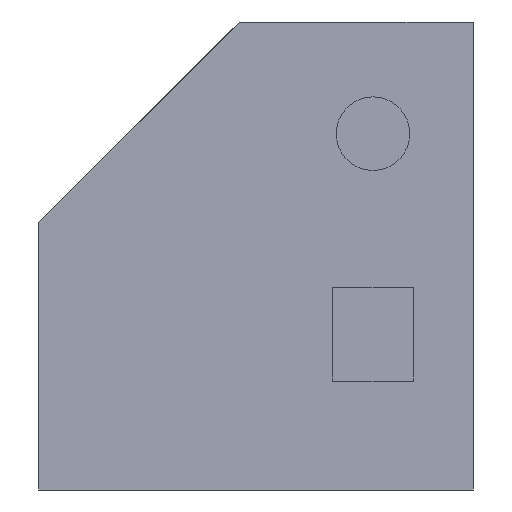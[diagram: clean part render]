
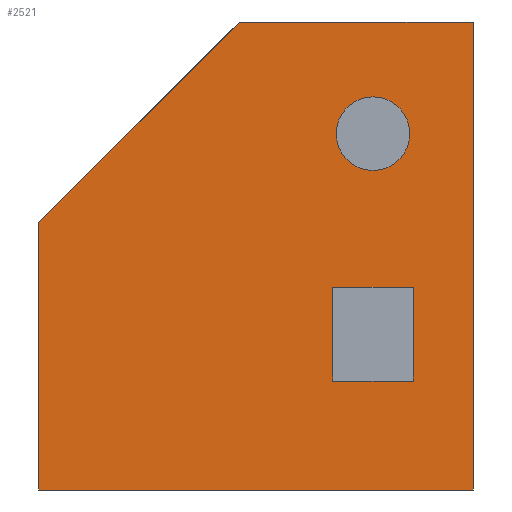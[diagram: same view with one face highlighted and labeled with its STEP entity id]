
A CAD part, left-side view. The second image highlights one B-rep face of the part: STEP entity #2521.
In plain terms, the highlighted planar face has unit normal (-1, 0, 0).
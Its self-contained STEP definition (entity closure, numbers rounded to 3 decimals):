
#2 = EDGE_LOOP ( 'NONE', ( #3093, #177, #1995, #1824 ) ) ;
#43 = CARTESIAN_POINT ( 'NONE',  ( 0., 9., -53.7 ) ) ;
#65 = DIRECTION ( 'NONE',  ( 0., 0., 1. ) ) ;
#108 = LINE ( 'NONE', #2808, #3686 ) ;
#128 = CARTESIAN_POINT ( 'NONE',  ( 0., 21., -39.7 ) ) ;
#177 = ORIENTED_EDGE ( 'NONE', *, *, #2818, .F. ) ;
#234 = ORIENTED_EDGE ( 'NONE', *, *, #3295, .T. ) ;
#265 = EDGE_LOOP ( 'NONE', ( #3154, #3428, #2556, #863, #234 ) ) ;
#266 = CARTESIAN_POINT ( 'NONE',  ( 0., 21., -39.7 ) ) ;
#293 = VERTEX_POINT ( 'NONE', #2877 ) ;
#416 = DIRECTION ( 'NONE',  ( 0., 0., 1. ) ) ;
#497 = VECTOR ( 'NONE', #3596, 1000. ) ;
#544 = EDGE_CURVE ( 'NONE', #2644, #2195, #1490, .T. ) ;
#580 = ORIENTED_EDGE ( 'NONE', *, *, #1182, .F. ) ;
#588 = CARTESIAN_POINT ( 'NONE',  ( 0., 9., -53.7 ) ) ;
#598 = CARTESIAN_POINT ( 'NONE',  ( 0., 0., 0. ) ) ;
#607 = CARTESIAN_POINT ( 'NONE',  ( 0., 15., -22.2 ) ) ;
#706 = CARTESIAN_POINT ( 'NONE',  ( 0., 35., 0. ) ) ;
#753 = CIRCLE ( 'NONE', #1103, 5.5 ) ;
#863 = ORIENTED_EDGE ( 'NONE', *, *, #2439, .T. ) ;
#950 = VECTOR ( 'NONE', #1269, 1000. ) ;
#993 = VECTOR ( 'NONE', #3306, 1000. ) ;
#1010 = VERTEX_POINT ( 'NONE', #266 ) ;
#1045 = LINE ( 'NONE', #706, #3950 ) ;
#1049 = CARTESIAN_POINT ( 'NONE',  ( 0., 65., -30. ) ) ;
#1103 = AXIS2_PLACEMENT_3D ( 'NONE', #2996, #2103, #3685 ) ;
#1104 = VERTEX_POINT ( 'NONE', #1595 ) ;
#1115 = VERTEX_POINT ( 'NONE', #3213 ) ;
#1148 = EDGE_CURVE ( 'NONE', #1115, #1171, #2886, .T. ) ;
#1164 = VECTOR ( 'NONE', #4008, 1000. ) ;
#1171 = VERTEX_POINT ( 'NONE', #1662 ) ;
#1182 = EDGE_CURVE ( 'NONE', #1956, #1668, #1868, .T. ) ;
#1221 = CARTESIAN_POINT ( 'NONE',  ( 0., 65., -70. ) ) ;
#1225 = ORIENTED_EDGE ( 'NONE', *, *, #1980, .F. ) ;
#1240 = FACE_OUTER_BOUND ( 'NONE', #265, .T. ) ;
#1269 = DIRECTION ( 'NONE',  ( 0., -1., 0. ) ) ;
#1281 = CARTESIAN_POINT ( 'NONE',  ( 0., 65., -70. ) ) ;
#1490 = LINE ( 'NONE', #2690, #2377 ) ;
#1533 = FACE_BOUND ( 'NONE', #2349, .T. ) ;
#1595 = CARTESIAN_POINT ( 'NONE',  ( 0., 0., -70. ) ) ;
#1656 = CARTESIAN_POINT ( 'NONE',  ( 0., 0., -70. ) ) ;
#1662 = CARTESIAN_POINT ( 'NONE',  ( 0., 9., -39.7 ) ) ;
#1668 = VERTEX_POINT ( 'NONE', #607 ) ;
#1696 = EDGE_CURVE ( 'NONE', #3980, #1115, #2822, .T. ) ;
#1702 = LINE ( 'NONE', #128, #497 ) ;
#1824 = ORIENTED_EDGE ( 'NONE', *, *, #1696, .F. ) ;
#1868 = CIRCLE ( 'NONE', #3791, 5.5 ) ;
#1956 = VERTEX_POINT ( 'NONE', #2024 ) ;
#1963 = DIRECTION ( 'NONE',  ( 0., 0.707, -0.707 ) ) ;
#1980 = EDGE_CURVE ( 'NONE', #1668, #1956, #753, .T. ) ;
#1995 = ORIENTED_EDGE ( 'NONE', *, *, #1148, .F. ) ;
#2024 = CARTESIAN_POINT ( 'NONE',  ( 0., 15., -11.2 ) ) ;
#2039 = CARTESIAN_POINT ( 'NONE',  ( 0., 21., -53.7 ) ) ;
#2103 = DIRECTION ( 'NONE',  ( -1., 0., 0. ) ) ;
#2169 = PLANE ( 'NONE',  #3354 ) ;
#2195 = VERTEX_POINT ( 'NONE', #1049 ) ;
#2251 = LINE ( 'NONE', #1656, #2846 ) ;
#2349 = EDGE_LOOP ( 'NONE', ( #580, #1225 ) ) ;
#2377 = VECTOR ( 'NONE', #3967, 1000. ) ;
#2439 = EDGE_CURVE ( 'NONE', #2644, #1104, #2756, .T. ) ;
#2521 = ADVANCED_FACE ( 'NONE', ( #3460, #1533, #1240 ), #2169, .F. ) ;
#2523 = VERTEX_POINT ( 'NONE', #598 ) ;
#2556 = ORIENTED_EDGE ( 'NONE', *, *, #544, .F. ) ;
#2644 = VERTEX_POINT ( 'NONE', #1281 ) ;
#2673 = EDGE_CURVE ( 'NONE', #293, #2195, #1045, .T. ) ;
#2690 = CARTESIAN_POINT ( 'NONE',  ( 0., 65., -70. ) ) ;
#2756 = LINE ( 'NONE', #1221, #1164 ) ;
#2793 = DIRECTION ( 'NONE',  ( 1., 0., 0. ) ) ;
#2808 = CARTESIAN_POINT ( 'NONE',  ( 0., 65., 0. ) ) ;
#2818 = EDGE_CURVE ( 'NONE', #1171, #1010, #1702, .T. ) ;
#2822 = LINE ( 'NONE', #588, #950 ) ;
#2846 = VECTOR ( 'NONE', #3207, 1000. ) ;
#2847 = EDGE_CURVE ( 'NONE', #293, #2523, #108, .T. ) ;
#2866 = VECTOR ( 'NONE', #65, 1000. ) ;
#2877 = CARTESIAN_POINT ( 'NONE',  ( 0., 35., 0. ) ) ;
#2886 = LINE ( 'NONE', #43, #2866 ) ;
#2996 = CARTESIAN_POINT ( 'NONE',  ( 0., 15., -16.7 ) ) ;
#3010 = LINE ( 'NONE', #2039, #993 ) ;
#3093 = ORIENTED_EDGE ( 'NONE', *, *, #3654, .F. ) ;
#3154 = ORIENTED_EDGE ( 'NONE', *, *, #2847, .F. ) ;
#3207 = DIRECTION ( 'NONE',  ( 0., 0., 1. ) ) ;
#3213 = CARTESIAN_POINT ( 'NONE',  ( 0., 9., -53.7 ) ) ;
#3237 = CARTESIAN_POINT ( 'NONE',  ( 0., 15., -16.7 ) ) ;
#3295 = EDGE_CURVE ( 'NONE', #1104, #2523, #2251, .T. ) ;
#3304 = DIRECTION ( 'NONE',  ( -1., 0., 0. ) ) ;
#3306 = DIRECTION ( 'NONE',  ( 0., 0., -1. ) ) ;
#3354 = AXIS2_PLACEMENT_3D ( 'NONE', #3402, #2793, #3440 ) ;
#3397 = DIRECTION ( 'NONE',  ( 0., -1., 0. ) ) ;
#3402 = CARTESIAN_POINT ( 'NONE',  ( 0., 65., -70. ) ) ;
#3428 = ORIENTED_EDGE ( 'NONE', *, *, #2673, .T. ) ;
#3440 = DIRECTION ( 'NONE',  ( 0., 0., -1. ) ) ;
#3460 = FACE_BOUND ( 'NONE', #2, .T. ) ;
#3596 = DIRECTION ( 'NONE',  ( 0., 1., 0. ) ) ;
#3654 = EDGE_CURVE ( 'NONE', #1010, #3980, #3010, .T. ) ;
#3685 = DIRECTION ( 'NONE',  ( 0., 0., 1. ) ) ;
#3686 = VECTOR ( 'NONE', #3397, 1000. ) ;
#3729 = CARTESIAN_POINT ( 'NONE',  ( 0., 21., -53.7 ) ) ;
#3791 = AXIS2_PLACEMENT_3D ( 'NONE', #3237, #3304, #416 ) ;
#3950 = VECTOR ( 'NONE', #1963, 1000. ) ;
#3967 = DIRECTION ( 'NONE',  ( 0., 0., 1. ) ) ;
#3980 = VERTEX_POINT ( 'NONE', #3729 ) ;
#4008 = DIRECTION ( 'NONE',  ( 0., -1., 0. ) ) ;
